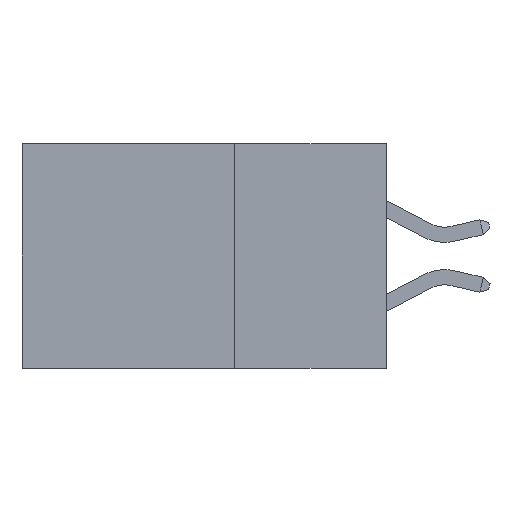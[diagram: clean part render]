
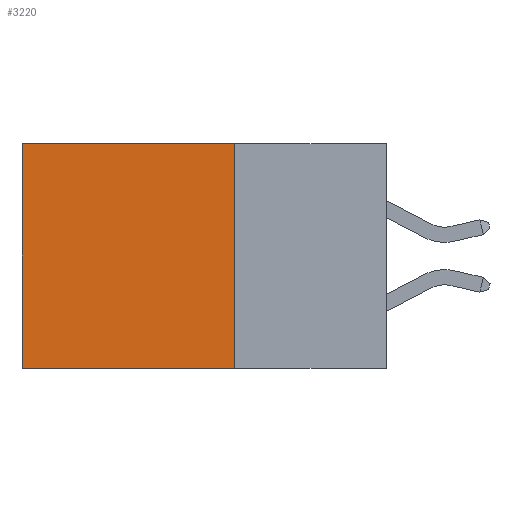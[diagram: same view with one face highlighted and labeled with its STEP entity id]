
A CAD part, left-side view. The second image highlights one B-rep face of the part: STEP entity #3220.
In plain terms, the highlighted planar face has unit normal (-1, 0, 0).
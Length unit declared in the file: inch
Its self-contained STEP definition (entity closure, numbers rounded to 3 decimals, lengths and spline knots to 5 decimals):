
#162 = CARTESIAN_POINT ( 'NONE',  ( 0.298, 0.25, -0.37 ) ) ;
#762 = ORIENTED_EDGE ( 'NONE', *, *, #3089, .T. ) ;
#1219 = DIRECTION ( 'NONE',  ( 0., 1., 0. ) ) ;
#1341 = DIRECTION ( 'NONE',  ( 1., 0., 0. ) ) ;
#2109 = DIRECTION ( 'NONE',  ( 0., 0., -1. ) ) ;
#3086 = DIRECTION ( 'NONE',  ( 0., 1., 0. ) ) ;
#3089 = EDGE_CURVE ( 'NONE', #11261, #8663, #6046, .T. ) ;
#3187 = PLANE ( 'NONE',  #13151 ) ;
#3220 = ADVANCED_FACE ( 'NONE', ( #4422 ), #3187, .F. ) ;
#3364 = LINE ( 'NONE', #6064, #7354 ) ;
#3493 = CARTESIAN_POINT ( 'NONE',  ( 0.298, 0.6, 0. ) ) ;
#3513 = LINE ( 'NONE', #3493, #7674 ) ;
#4093 = CARTESIAN_POINT ( 'NONE',  ( 0.298, 0.25, 0. ) ) ;
#4314 = DIRECTION ( 'NONE',  ( 0., 0., -1. ) ) ;
#4422 = FACE_OUTER_BOUND ( 'NONE', #4718, .T. ) ;
#4718 = EDGE_LOOP ( 'NONE', ( #10101, #5843, #6950, #762 ) ) ;
#4897 = CARTESIAN_POINT ( 'NONE',  ( 0.298, 0.6, 0. ) ) ;
#5666 = EDGE_CURVE ( 'NONE', #5706, #8585, #10752, .T. ) ;
#5706 = VERTEX_POINT ( 'NONE', #8329 ) ;
#5713 = CARTESIAN_POINT ( 'NONE',  ( 0.298, 0.6, -0.37 ) ) ;
#5843 = ORIENTED_EDGE ( 'NONE', *, *, #5666, .F. ) ;
#6046 = LINE ( 'NONE', #13244, #6663 ) ;
#6064 = CARTESIAN_POINT ( 'NONE',  ( 0.298, 0.25, 0. ) ) ;
#6663 = VECTOR ( 'NONE', #3086, 39.37008 ) ;
#6950 = ORIENTED_EDGE ( 'NONE', *, *, #7398, .F. ) ;
#7064 = EDGE_CURVE ( 'NONE', #8663, #8585, #3513, .T. ) ;
#7354 = VECTOR ( 'NONE', #2109, 39.37008 ) ;
#7398 = EDGE_CURVE ( 'NONE', #11261, #5706, #3364, .T. ) ;
#7674 = VECTOR ( 'NONE', #4314, 39.37008 ) ;
#8329 = CARTESIAN_POINT ( 'NONE',  ( 0.298, 0.25, -0.37 ) ) ;
#8585 = VERTEX_POINT ( 'NONE', #5713 ) ;
#8663 = VERTEX_POINT ( 'NONE', #4897 ) ;
#8717 = CARTESIAN_POINT ( 'NONE',  ( 0.298, 0.25, 0. ) ) ;
#10101 = ORIENTED_EDGE ( 'NONE', *, *, #7064, .T. ) ;
#10567 = DIRECTION ( 'NONE',  ( 0., 0., -1. ) ) ;
#10587 = VECTOR ( 'NONE', #1219, 39.37008 ) ;
#10752 = LINE ( 'NONE', #162, #10587 ) ;
#11261 = VERTEX_POINT ( 'NONE', #4093 ) ;
#13151 = AXIS2_PLACEMENT_3D ( 'NONE', #8717, #1341, #10567 ) ;
#13244 = CARTESIAN_POINT ( 'NONE',  ( 0.298, 0.25, 0. ) ) ;
